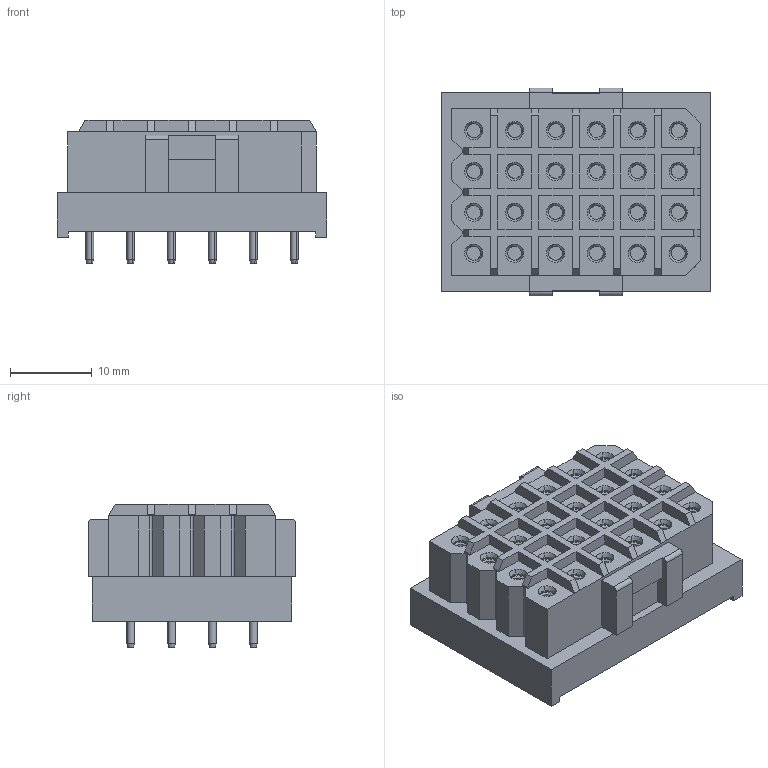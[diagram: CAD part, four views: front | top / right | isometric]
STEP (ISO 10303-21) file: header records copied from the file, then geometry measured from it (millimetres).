
FILE_DESCRIPTION(('CATIA V5 STEP Exchange','CAx-IF Rec.Pracs.--- Model Styling and Organization---1.2---2011-12-15'),'2;1');
FILE_NAME ('D1452057_0_1445200000_1445200000.stp','2018-09-20T17:34:22+00:00',('none'),('Weidmueller'),'CATIA Version 5-6 Release 2014','CATIA V5 STEP AP214','none');
FILE_SCHEMA(('AUTOMOTIVE_DESIGN { 1 0 10303 214 1 1 1 1 }'));
Length unit declared in the file: millimetre
Products named in the file (1): 1445200000
Bounding box: 33 x 25.4 x 17.5 mm (x, y, z)
Volume: 8348.4 mm3; surface area: 9667.9 mm2
Topology: 25 solids, 25 shells, 947 faces, 2006 edges, 1213 vertices
Faces by surface type: cylinder 343, plane 316, cone 192, torus 96
Entity records: 21641 total; most frequent: ORIENTED_EDGE 4012, CARTESIAN_POINT 3618, DIRECTION 2766, EDGE_CURVE 2006, AXIS2_PLACEMENT_3D 1404, VERTEX_POINT 1213, EDGE_LOOP 1099, CIRCLE 1021
